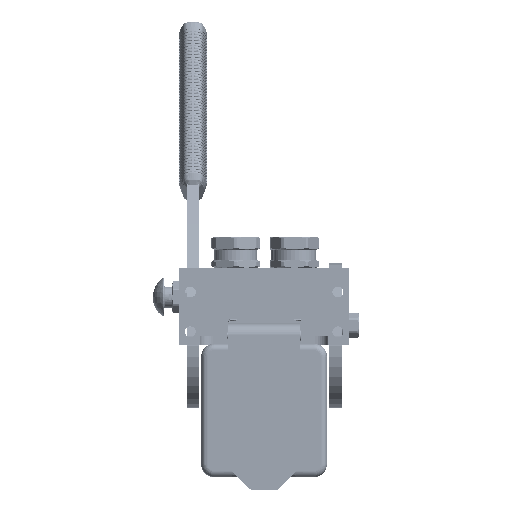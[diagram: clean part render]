
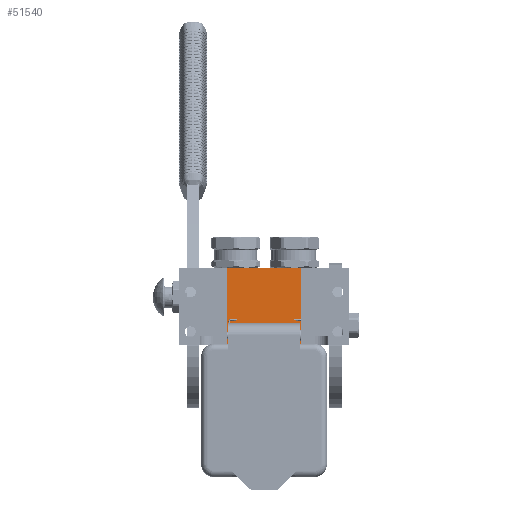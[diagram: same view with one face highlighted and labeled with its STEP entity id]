
A CAD part, left-side view. The second image highlights one B-rep face of the part: STEP entity #51540.
In plain terms, the highlighted face is planar.
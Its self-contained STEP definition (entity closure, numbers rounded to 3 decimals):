
#10007 = EDGE_CURVE ( 'NONE', #152330, #55283, #41891, .T. ) ;
#10364 = VERTEX_POINT ( 'NONE', #22272 ) ;
#11746 = DIRECTION ( 'NONE',  ( -1., 0., 0. ) ) ;
#12582 = ORIENTED_EDGE ( 'NONE', *, *, #43031, .T. ) ;
#14280 = PLANE ( 'NONE',  #90340 ) ;
#15436 = DIRECTION ( 'NONE',  ( 0., 0., -1. ) ) ;
#15782 = VERTEX_POINT ( 'NONE', #141352 ) ;
#22272 = CARTESIAN_POINT ( 'NONE',  ( -29., 0., -107.5 ) ) ;
#24155 = VECTOR ( 'NONE', #11746, 1000. ) ;
#24398 = ORIENTED_EDGE ( 'NONE', *, *, #64426, .F. ) ;
#25250 = LINE ( 'NONE', #84928, #105601 ) ;
#40951 = CARTESIAN_POINT ( 'NONE',  ( 29., 0., -107.5 ) ) ;
#41891 = LINE ( 'NONE', #112165, #69322 ) ;
#43031 = EDGE_CURVE ( 'NONE', #152330, #10364, #168028, .T. ) ;
#51540 = ADVANCED_FACE ( 'NONE', ( #111926 ), #14280, .T. ) ;
#55122 = EDGE_CURVE ( 'NONE', #10364, #15782, #25250, .T. ) ;
#55283 = VERTEX_POINT ( 'NONE', #156463 ) ;
#64426 = EDGE_CURVE ( 'NONE', #55283, #15782, #147029, .T. ) ;
#69322 = VECTOR ( 'NONE', #112749, 1000. ) ;
#72502 = DIRECTION ( 'NONE',  ( 0., 1., 0. ) ) ;
#75705 = CARTESIAN_POINT ( 'NONE',  ( 29., 0., -107.5 ) ) ;
#83409 = DIRECTION ( 'NONE',  ( -1., 0., 0. ) ) ;
#84928 = CARTESIAN_POINT ( 'NONE',  ( -29., 0., -107.5 ) ) ;
#90340 = AXIS2_PLACEMENT_3D ( 'NONE', #40951, #15436, #83409 ) ;
#105601 = VECTOR ( 'NONE', #72502, 1000. ) ;
#106286 = CARTESIAN_POINT ( 'NONE',  ( 29., 0., -107.5 ) ) ;
#111926 = FACE_OUTER_BOUND ( 'NONE', #158642, .T. ) ;
#112165 = CARTESIAN_POINT ( 'NONE',  ( 29., 0., -107.5 ) ) ;
#112749 = DIRECTION ( 'NONE',  ( 0., 1., 0. ) ) ;
#118838 = ORIENTED_EDGE ( 'NONE', *, *, #55122, .T. ) ;
#123630 = DIRECTION ( 'NONE',  ( -1., 0., 0. ) ) ;
#141352 = CARTESIAN_POINT ( 'NONE',  ( -29., 60.2, -107.5 ) ) ;
#147029 = LINE ( 'NONE', #150877, #172634 ) ;
#150614 = ORIENTED_EDGE ( 'NONE', *, *, #10007, .F. ) ;
#150877 = CARTESIAN_POINT ( 'NONE',  ( 29., 60.2, -107.5 ) ) ;
#152330 = VERTEX_POINT ( 'NONE', #75705 ) ;
#156463 = CARTESIAN_POINT ( 'NONE',  ( 29., 60.2, -107.5 ) ) ;
#158642 = EDGE_LOOP ( 'NONE', ( #118838, #24398, #150614, #12582 ) ) ;
#168028 = LINE ( 'NONE', #106286, #24155 ) ;
#172634 = VECTOR ( 'NONE', #123630, 1000. ) ;
